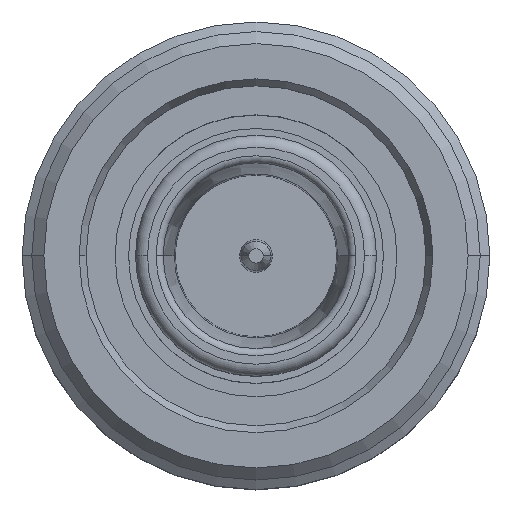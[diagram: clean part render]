
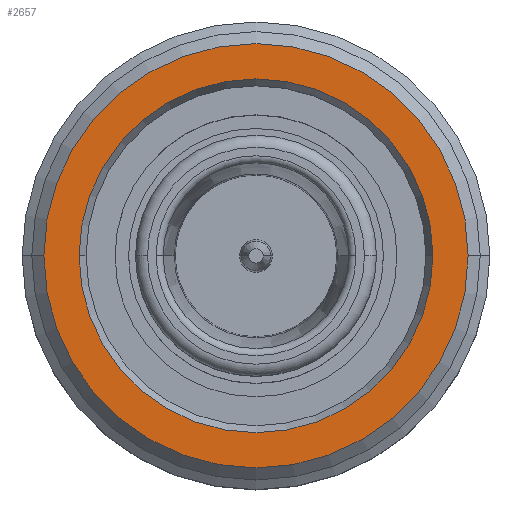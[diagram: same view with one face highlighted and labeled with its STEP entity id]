
A CAD part, top view. The second image highlights one B-rep face of the part: STEP entity #2657.
In plain terms, the highlighted planar face has unit normal (0, 0, 1).
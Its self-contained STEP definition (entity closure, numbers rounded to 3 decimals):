
#636 = AXIS2_PLACEMENT_3D ( 'NONE', #5865, #4734, #7101 ) ;
#1022 = CARTESIAN_POINT ( 'NONE',  ( 0., 0., -1.585 ) ) ;
#1221 = CARTESIAN_POINT ( 'NONE',  ( 0., 0., -1.585 ) ) ;
#1347 = CARTESIAN_POINT ( 'NONE',  ( -7.339, 0., -1.585 ) ) ;
#1431 = EDGE_LOOP ( 'NONE', ( #2358, #1926 ) ) ;
#1926 = ORIENTED_EDGE ( 'NONE', *, *, #4683, .F. ) ;
#2027 = AXIS2_PLACEMENT_3D ( 'NONE', #1022, #6869, #6218 ) ;
#2165 = CARTESIAN_POINT ( 'NONE',  ( -8.8, 0., -1.585 ) ) ;
#2200 = VERTEX_POINT ( 'NONE', #2561 ) ;
#2358 = ORIENTED_EDGE ( 'NONE', *, *, #3269, .F. ) ;
#2558 = AXIS2_PLACEMENT_3D ( 'NONE', #3143, #5509, #4445 ) ;
#2561 = CARTESIAN_POINT ( 'NONE',  ( 8.8, 0., -1.585 ) ) ;
#2657 = ADVANCED_FACE ( 'NONE', ( #2837, #4073 ), #7612, .F. ) ;
#2837 = FACE_OUTER_BOUND ( 'NONE', #2892, .T. ) ;
#2892 = EDGE_LOOP ( 'NONE', ( #3750, #5635 ) ) ;
#3143 = CARTESIAN_POINT ( 'NONE',  ( 0., 0., -1.585 ) ) ;
#3269 = EDGE_CURVE ( 'NONE', #5046, #5103, #4627, .T. ) ;
#3455 = EDGE_CURVE ( 'NONE', #3520, #2200, #4507, .T. ) ;
#3520 = VERTEX_POINT ( 'NONE', #2165 ) ;
#3620 = DIRECTION ( 'NONE',  ( 0., 0., 1. ) ) ;
#3750 = ORIENTED_EDGE ( 'NONE', *, *, #3455, .T. ) ;
#4031 = CIRCLE ( 'NONE', #5153, 7.339 ) ;
#4073 = FACE_BOUND ( 'NONE', #1431, .T. ) ;
#4174 = CIRCLE ( 'NONE', #2558, 8.8 ) ;
#4445 = DIRECTION ( 'NONE',  ( 1., 0., 0. ) ) ;
#4507 = CIRCLE ( 'NONE', #2027, 8.8 ) ;
#4606 = AXIS2_PLACEMENT_3D ( 'NONE', #5218, #4623, #6462 ) ;
#4623 = DIRECTION ( 'NONE',  ( 0., 0., -1. ) ) ;
#4627 = CIRCLE ( 'NONE', #636, 7.339 ) ;
#4683 = EDGE_CURVE ( 'NONE', #5103, #5046, #4031, .T. ) ;
#4734 = DIRECTION ( 'NONE',  ( 0., 0., 1. ) ) ;
#5046 = VERTEX_POINT ( 'NONE', #6733 ) ;
#5103 = VERTEX_POINT ( 'NONE', #1347 ) ;
#5153 = AXIS2_PLACEMENT_3D ( 'NONE', #1221, #3620, #5984 ) ;
#5218 = CARTESIAN_POINT ( 'NONE',  ( 0., 0., -1.585 ) ) ;
#5509 = DIRECTION ( 'NONE',  ( 0., 0., 1. ) ) ;
#5635 = ORIENTED_EDGE ( 'NONE', *, *, #6320, .T. ) ;
#5865 = CARTESIAN_POINT ( 'NONE',  ( 0., 0., -1.585 ) ) ;
#5984 = DIRECTION ( 'NONE',  ( 1., 0., 0. ) ) ;
#6218 = DIRECTION ( 'NONE',  ( 1., 0., 0. ) ) ;
#6320 = EDGE_CURVE ( 'NONE', #2200, #3520, #4174, .T. ) ;
#6462 = DIRECTION ( 'NONE',  ( -1., 0., 0. ) ) ;
#6733 = CARTESIAN_POINT ( 'NONE',  ( 7.339, 0., -1.585 ) ) ;
#6869 = DIRECTION ( 'NONE',  ( 0., 0., 1. ) ) ;
#7101 = DIRECTION ( 'NONE',  ( 1., 0., 0. ) ) ;
#7612 = PLANE ( 'NONE',  #4606 ) ;
